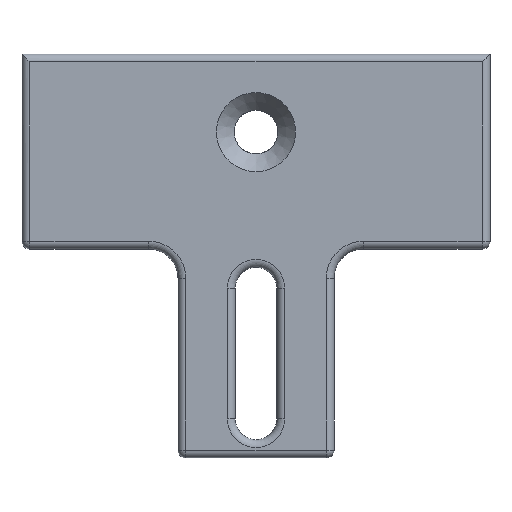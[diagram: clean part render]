
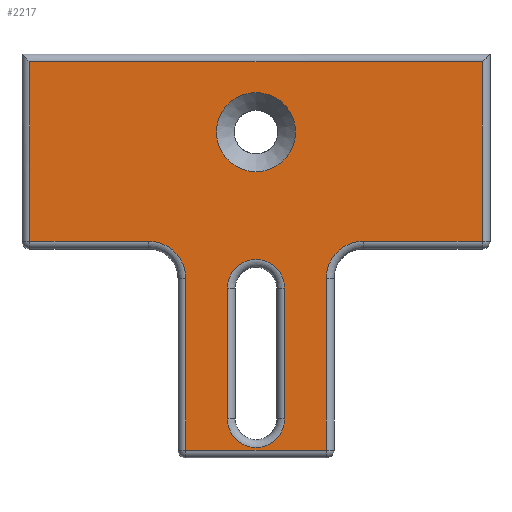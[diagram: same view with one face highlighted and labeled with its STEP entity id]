
A CAD part, front view. The second image highlights one B-rep face of the part: STEP entity #2217.
In plain terms, the highlighted planar face has unit normal (0, -1, 0).
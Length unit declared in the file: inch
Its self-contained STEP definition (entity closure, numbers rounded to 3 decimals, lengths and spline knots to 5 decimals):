
#121=FACE_BOUND('',#333,.T.);
#122=FACE_BOUND('',#334,.T.);
#127=PLANE('',#2389);
#184=FACE_OUTER_BOUND('',#332,.T.);
#332=EDGE_LOOP('',(#1463,#1464,#1465,#1466,#1467,#1468,#1469,#1470,#1471,
#1472));
#333=EDGE_LOOP('',(#1473));
#334=EDGE_LOOP('',(#1474,#1475,#1476,#1477));
#480=LINE('',#3374,#617);
#481=LINE('',#3385,#618);
#487=LINE('',#3405,#624);
#488=LINE('',#3407,#625);
#489=LINE('',#3409,#626);
#490=LINE('',#3413,#627);
#491=LINE('',#3415,#628);
#492=LINE('',#3417,#629);
#493=LINE('',#3419,#630);
#494=LINE('',#3420,#631);
#617=VECTOR('',#2668,0.3937);
#618=VECTOR('',#2681,0.3937);
#624=VECTOR('',#2703,0.3937);
#625=VECTOR('',#2704,0.3937);
#626=VECTOR('',#2705,0.3937);
#627=VECTOR('',#2708,0.3937);
#628=VECTOR('',#2709,0.3937);
#629=VECTOR('',#2710,0.3937);
#630=VECTOR('',#2711,0.3937);
#631=VECTOR('',#2712,0.3937);
#756=CIRCLE('',#2379,0.183);
#759=CIRCLE('',#2384,0.183);
#762=CIRCLE('',#2390,0.2375);
#763=CIRCLE('',#2391,0.2375);
#764=CIRCLE('',#2392,0.2535);
#888=VERTEX_POINT('',#3367);
#891=VERTEX_POINT('',#3372);
#893=VERTEX_POINT('',#3377);
#895=VERTEX_POINT('',#3383);
#899=VERTEX_POINT('',#3401);
#900=VERTEX_POINT('',#3402);
#901=VERTEX_POINT('',#3404);
#902=VERTEX_POINT('',#3406);
#903=VERTEX_POINT('',#3408);
#904=VERTEX_POINT('',#3410);
#905=VERTEX_POINT('',#3412);
#906=VERTEX_POINT('',#3414);
#907=VERTEX_POINT('',#3416);
#908=VERTEX_POINT('',#3418);
#909=VERTEX_POINT('',#3421);
#1092=EDGE_CURVE('',#891,#888,#480,.T.);
#1094=EDGE_CURVE('',#893,#891,#756,.T.);
#1097=EDGE_CURVE('',#895,#893,#481,.T.);
#1099=EDGE_CURVE('',#888,#895,#759,.T.);
#1106=EDGE_CURVE('',#899,#900,#762,.T.);
#1107=EDGE_CURVE('',#901,#899,#487,.T.);
#1108=EDGE_CURVE('',#902,#901,#488,.T.);
#1109=EDGE_CURVE('',#903,#902,#489,.T.);
#1110=EDGE_CURVE('',#904,#903,#763,.T.);
#1111=EDGE_CURVE('',#905,#904,#490,.T.);
#1112=EDGE_CURVE('',#906,#905,#491,.T.);
#1113=EDGE_CURVE('',#907,#906,#492,.T.);
#1114=EDGE_CURVE('',#908,#907,#493,.T.);
#1115=EDGE_CURVE('',#900,#908,#494,.T.);
#1116=EDGE_CURVE('',#909,#909,#764,.T.);
#1463=ORIENTED_EDGE('',*,*,#1106,.F.);
#1464=ORIENTED_EDGE('',*,*,#1107,.F.);
#1465=ORIENTED_EDGE('',*,*,#1108,.F.);
#1466=ORIENTED_EDGE('',*,*,#1109,.F.);
#1467=ORIENTED_EDGE('',*,*,#1110,.F.);
#1468=ORIENTED_EDGE('',*,*,#1111,.F.);
#1469=ORIENTED_EDGE('',*,*,#1112,.F.);
#1470=ORIENTED_EDGE('',*,*,#1113,.F.);
#1471=ORIENTED_EDGE('',*,*,#1114,.F.);
#1472=ORIENTED_EDGE('',*,*,#1115,.F.);
#1473=ORIENTED_EDGE('',*,*,#1116,.T.);
#1474=ORIENTED_EDGE('',*,*,#1092,.F.);
#1475=ORIENTED_EDGE('',*,*,#1094,.F.);
#1476=ORIENTED_EDGE('',*,*,#1097,.F.);
#1477=ORIENTED_EDGE('',*,*,#1099,.F.);
#2217=ADVANCED_FACE('',(#184,#121,#122),#127,.T.);
#2379=AXIS2_PLACEMENT_3D('',#3379,#2673,#2674);
#2384=AXIS2_PLACEMENT_3D('',#3388,#2685,#2686);
#2389=AXIS2_PLACEMENT_3D('',#3400,#2699,#2700);
#2390=AXIS2_PLACEMENT_3D('',#3403,#2701,#2702);
#2391=AXIS2_PLACEMENT_3D('',#3411,#2706,#2707);
#2392=AXIS2_PLACEMENT_3D('',#3422,#2713,#2714);
#2668=DIRECTION('',(0.,0.,1.));
#2673=DIRECTION('center_axis',(0.,-1.,0.));
#2674=DIRECTION('ref_axis',(0.,0.,-1.));
#2681=DIRECTION('',(0.,0.,-1.));
#2685=DIRECTION('center_axis',(0.,-1.,0.));
#2686=DIRECTION('ref_axis',(0.,0.,1.));
#2699=DIRECTION('center_axis',(0.,-1.,0.));
#2700=DIRECTION('ref_axis',(-1.,0.,0.));
#2701=DIRECTION('center_axis',(0.,-1.,0.));
#2702=DIRECTION('ref_axis',(0.707,0.,0.707));
#2703=DIRECTION('',(0.,0.,1.));
#2704=DIRECTION('',(-1.,0.,0.));
#2705=DIRECTION('',(0.,0.,-1.));
#2706=DIRECTION('center_axis',(0.,-1.,0.));
#2707=DIRECTION('ref_axis',(-0.707,0.,0.707));
#2708=DIRECTION('',(-1.,0.,0.));
#2709=DIRECTION('',(0.,0.,-1.));
#2710=DIRECTION('',(1.,0.,0.));
#2711=DIRECTION('',(0.,0.,1.));
#2712=DIRECTION('',(-1.,0.,0.));
#2713=DIRECTION('center_axis',(0.,1.,0.));
#2714=DIRECTION('ref_axis',(0.,0.,-1.));
#3367=CARTESIAN_POINT('',(0.183,-0.75,-1.));
#3372=CARTESIAN_POINT('',(0.183,-0.75,-1.839));
#3374=CARTESIAN_POINT('',(0.183,-0.75,-0.75));
#3377=CARTESIAN_POINT('',(-0.183,-0.75,-1.839));
#3379=CARTESIAN_POINT('Origin',(0.,-0.75,-1.839));
#3383=CARTESIAN_POINT('',(-0.183,-0.75,-1.));
#3385=CARTESIAN_POINT('',(-0.183,-0.75,-1.1695));
#3388=CARTESIAN_POINT('Origin',(0.,-0.75,-1.));
#3400=CARTESIAN_POINT('Origin',(0.5,-0.75,-0.5));
#3401=CARTESIAN_POINT('',(-0.45,-0.75,-0.9375));
#3402=CARTESIAN_POINT('',(-0.6875,-0.75,-0.7));
#3403=CARTESIAN_POINT('Origin',(-0.6875,-0.75,-0.9375));
#3404=CARTESIAN_POINT('',(-0.45,-0.75,-2.039));
#3405=CARTESIAN_POINT('',(-0.45,-0.75,-0.5));
#3406=CARTESIAN_POINT('',(0.45,-0.75,-2.039));
#3407=CARTESIAN_POINT('',(0.25,-0.75,-2.039));
#3408=CARTESIAN_POINT('',(0.45,-0.75,-0.9375));
#3409=CARTESIAN_POINT('',(0.45,-0.75,-0.5));
#3410=CARTESIAN_POINT('',(0.6875,-0.75,-0.7));
#3411=CARTESIAN_POINT('Origin',(0.6875,-0.75,-0.9375));
#3412=CARTESIAN_POINT('',(1.45,-0.75,-0.7));
#3413=CARTESIAN_POINT('',(0.75,-0.75,-0.7));
#3414=CARTESIAN_POINT('',(1.45,-0.75,0.45));
#3415=CARTESIAN_POINT('',(1.45,-0.75,-0.5));
#3416=CARTESIAN_POINT('',(-1.45,-0.75,0.45));
#3417=CARTESIAN_POINT('',(0.25,-0.75,0.45));
#3418=CARTESIAN_POINT('',(-1.45,-0.75,-0.7));
#3419=CARTESIAN_POINT('',(-1.45,-0.75,-0.5));
#3420=CARTESIAN_POINT('',(-0.25,-0.75,-0.7));
#3421=CARTESIAN_POINT('',(0.,-0.75,0.2535));
#3422=CARTESIAN_POINT('Origin',(0.,-0.75,0.));
